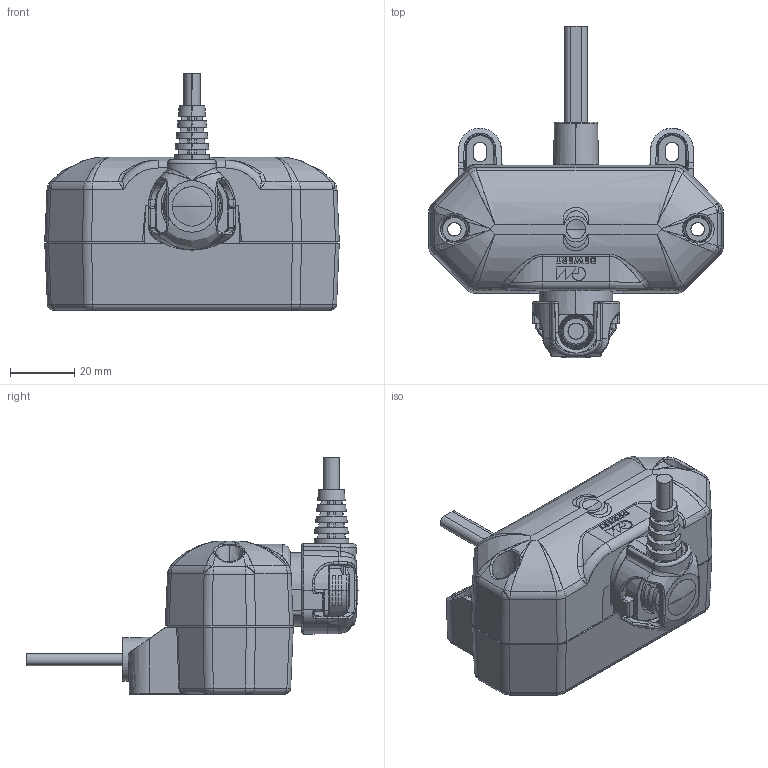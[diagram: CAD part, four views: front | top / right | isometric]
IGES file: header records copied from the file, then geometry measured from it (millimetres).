
Start section: SolidWorks IGES file using analytic representation for surfaces
Global section: file name: UBB.IGS; native system: SolidWorks 2012; preprocessor: SolidWorks 2012; author: CKuhn; date: 121030.094559; units: millimetre
Bounding box: 92 x 103.69 x 73.8 mm (x, y, z)
Surface area: 26490.8 mm2 (no closed solid volume)
Topology: 0 solids, 0 shells, 1114 faces, 11046 edges, 11008 vertices
Faces by surface type: bspline 803, revolution 311
